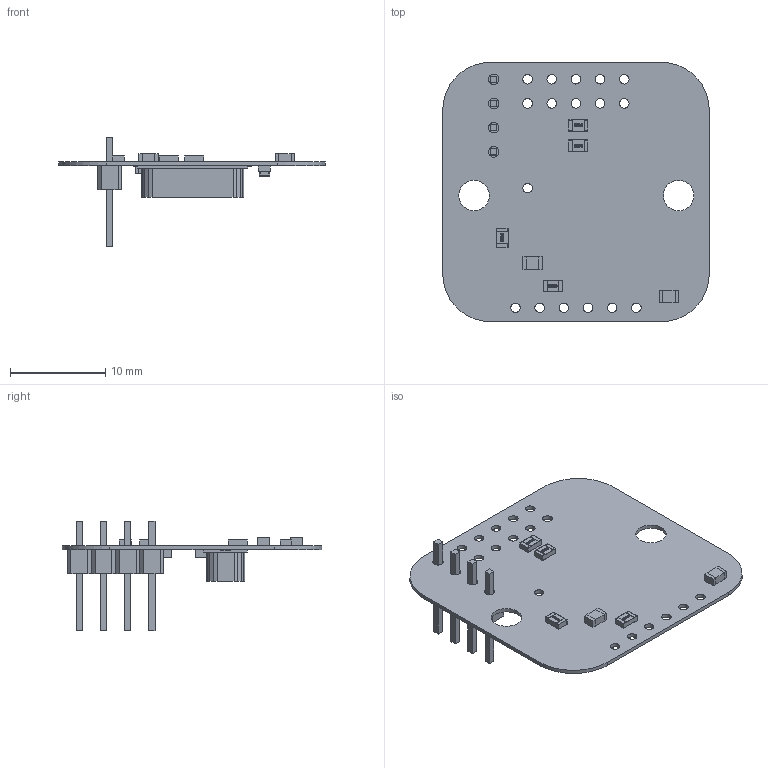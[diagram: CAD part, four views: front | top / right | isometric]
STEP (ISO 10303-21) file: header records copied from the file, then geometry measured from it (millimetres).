
FILE_DESCRIPTION(('Open CASCADE Model'),'2;1');
FILE_NAME('Open CASCADE Shape Model','2020-04-28T18:33:35',('Author'),( 'Open CASCADE'),'Open CASCADE STEP processor 6.8','Open CASCADE 6.8' ,'Unknown');
FILE_SCHEMA(('AUTOMOTIVE_DESIGN { 1 0 10303 214 1 1 1 1 }'));
Length unit declared in the file: millimetre
Products named in the file (35): PCB; Board; Open CASCADE STEP translator 6.8 1.1.1; C3; 6108760640; Extruded; 6108760160; X1; 6108762160; 6108761760; 6108761360; SWD; 6109756400; 6109756080; 6109755520; R_shut; 0805RES; R_led; R_boot; R3; R2; R1; LED; led_0805r; Cq2; Cq1; C2; C1
Assembly tree (60 placements, depth 4):
  PCB
    Board
      Open CASCADE STEP translator 6.8 1.1.1
    C3
      6108760640  x2
        Extruded
      6108760160
        Extruded
    X1
      6108762160
        Extruded
      6108761760
        Extruded
      6108761360  x2
        Extruded
    SWD
      6109756400  x2
        Extruded
      6109756080  x4
        Extruded
      6109755520  x4
        Extruded
    R_shut
      0805RES
    R_led
      0805RES
    R_boot
      0805RES
    R3
      0805RES
    R2
      0805RES
    R1
      0805RES
    LED
      led_0805r
    Cq2
      6108760640  x2
        Extruded
      6108760160
        Extruded
    Cq1
      6108760640  x2
        Extruded
      6108760160
        Extruded
    C2
      6108760640  x2
        Extruded
      6108760160
        Extruded
    C1
      6108760640  x2
        Extruded
      6108760160
        Extruded
Bounding box: 28 x 27.25 x 11.54 mm (x, y, z)
Volume: 534.2 mm3; surface area: 2204.3 mm2
Topology: 55 solids, 55 shells, 896 faces, 2200 edges, 1460 vertices
Faces by surface type: plane 584, bspline 270, cylinder 38, sphere 4
Full cylindrical faces by diameter (mm): 1 x17, 1.1 x4, 3.2 x2
Entity records: 12030 total; most frequent: CARTESIAN_POINT 4356, ORIENTED_EDGE 1308, DIRECTION 1196, EDGE_CURVE 654, LINE 484, VECTOR 484, VERTEX_POINT 432, AXIS2_PLACEMENT_3D 356
